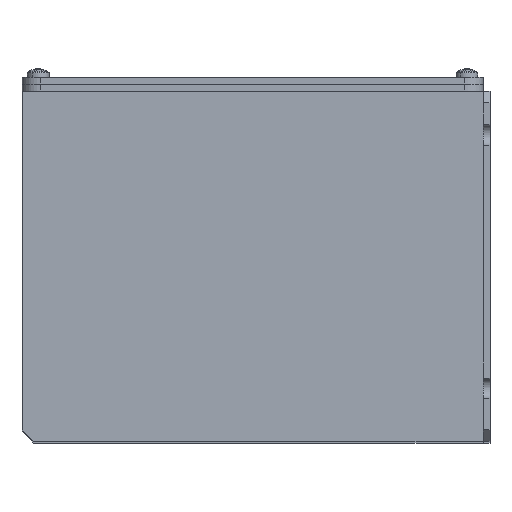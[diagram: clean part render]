
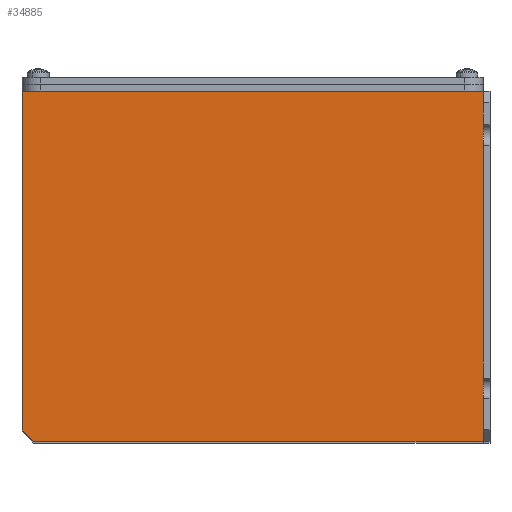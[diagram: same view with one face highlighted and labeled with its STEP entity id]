
A CAD part, top view. The second image highlights one B-rep face of the part: STEP entity #34885.
In plain terms, the highlighted planar face has unit normal (0, 0, 1).
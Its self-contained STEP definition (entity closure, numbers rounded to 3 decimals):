
#821 = DIRECTION ( 'NONE',  ( 0., 0., 1. ) ) ;
#6256 = VERTEX_POINT ( 'NONE', #144594 ) ;
#7571 = DIRECTION ( 'NONE',  ( 0.707, -0.707, 0. ) ) ;
#20486 = CARTESIAN_POINT ( 'NONE',  ( -132.373, -80.661, 193. ) ) ;
#29007 = CARTESIAN_POINT ( 'NONE',  ( 65.127, -83.161, 193. ) ) ;
#34885 = ADVANCED_FACE ( 'NONE', ( #131989 ), #101045, .T. ) ;
#37111 = AXIS2_PLACEMENT_3D ( 'NONE', #45665, #821, #114404 ) ;
#37316 = CARTESIAN_POINT ( 'NONE',  ( 65.127, 68.839, 193. ) ) ;
#38858 = EDGE_CURVE ( 'NONE', #137324, #78571, #129137, .T. ) ;
#43563 = EDGE_CURVE ( 'NONE', #45898, #106413, #102196, .T. ) ;
#44313 = LINE ( 'NONE', #29007, #101363 ) ;
#45557 = ORIENTED_EDGE ( 'NONE', *, *, #43563, .T. ) ;
#45665 = CARTESIAN_POINT ( 'NONE',  ( -134.873, -83.161, 193. ) ) ;
#45898 = VERTEX_POINT ( 'NONE', #66766 ) ;
#48992 = CARTESIAN_POINT ( 'NONE',  ( 65.127, -83.161, 193. ) ) ;
#54179 = VECTOR ( 'NONE', #65857, 1000. ) ;
#56132 = ORIENTED_EDGE ( 'NONE', *, *, #127144, .F. ) ;
#60258 = CARTESIAN_POINT ( 'NONE',  ( -134.873, 68.839, 193. ) ) ;
#63213 = DIRECTION ( 'NONE',  ( 1., 0., 0. ) ) ;
#65857 = DIRECTION ( 'NONE',  ( 0., -1., 0. ) ) ;
#66766 = CARTESIAN_POINT ( 'NONE',  ( -129.873, -83.161, 193. ) ) ;
#67939 = ORIENTED_EDGE ( 'NONE', *, *, #85935, .T. ) ;
#74286 = DIRECTION ( 'NONE',  ( 0., -1., 0. ) ) ;
#76355 = CARTESIAN_POINT ( 'NONE',  ( -134.873, -83.161, 193. ) ) ;
#78571 = VERTEX_POINT ( 'NONE', #37316 ) ;
#85935 = EDGE_CURVE ( 'NONE', #137324, #6256, #120183, .T. ) ;
#86777 = ORIENTED_EDGE ( 'NONE', *, *, #140909, .T. ) ;
#89978 = ORIENTED_EDGE ( 'NONE', *, *, #38858, .F. ) ;
#91271 = DIRECTION ( 'NONE',  ( 1., 0., 0. ) ) ;
#91706 = VECTOR ( 'NONE', #63213, 1000. ) ;
#100799 = CARTESIAN_POINT ( 'NONE',  ( -134.873, -83.161, 193. ) ) ;
#101045 = PLANE ( 'NONE',  #37111 ) ;
#101363 = VECTOR ( 'NONE', #74286, 1000. ) ;
#101899 = EDGE_LOOP ( 'NONE', ( #67939, #86777, #45557, #56132, #89978 ) ) ;
#102196 = LINE ( 'NONE', #100799, #105761 ) ;
#105761 = VECTOR ( 'NONE', #91271, 1000. ) ;
#106413 = VERTEX_POINT ( 'NONE', #48992 ) ;
#107591 = LINE ( 'NONE', #20486, #116575 ) ;
#114404 = DIRECTION ( 'NONE',  ( 1., 0., 0. ) ) ;
#116575 = VECTOR ( 'NONE', #7571, 1000. ) ;
#120183 = LINE ( 'NONE', #76355, #54179 ) ;
#127144 = EDGE_CURVE ( 'NONE', #78571, #106413, #44313, .T. ) ;
#129137 = LINE ( 'NONE', #60258, #91706 ) ;
#129661 = CARTESIAN_POINT ( 'NONE',  ( -134.873, 68.839, 193. ) ) ;
#131989 = FACE_OUTER_BOUND ( 'NONE', #101899, .T. ) ;
#137324 = VERTEX_POINT ( 'NONE', #129661 ) ;
#140909 = EDGE_CURVE ( 'NONE', #6256, #45898, #107591, .T. ) ;
#144594 = CARTESIAN_POINT ( 'NONE',  ( -134.873, -78.161, 193. ) ) ;
